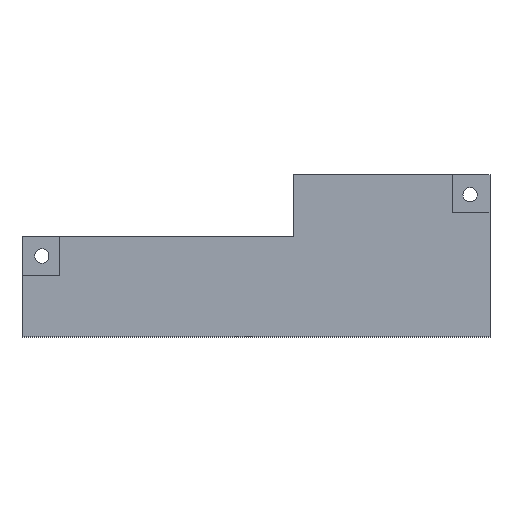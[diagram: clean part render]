
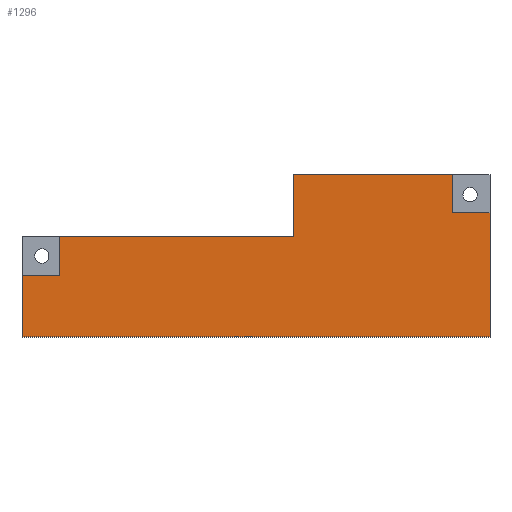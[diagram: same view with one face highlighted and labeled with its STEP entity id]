
A CAD part, top view. The second image highlights one B-rep face of the part: STEP entity #1296.
In plain terms, the highlighted planar face has unit normal (0, 0, 1).
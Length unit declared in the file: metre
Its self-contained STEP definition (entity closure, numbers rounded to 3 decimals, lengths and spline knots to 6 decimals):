
#246=ORIENTED_EDGE('',*,*,#518,.F.);
#247=ORIENTED_EDGE('',*,*,#521,.T.);
#248=ORIENTED_EDGE('',*,*,#522,.T.);
#249=ORIENTED_EDGE('',*,*,#523,.T.);
#250=ORIENTED_EDGE('',*,*,#524,.T.);
#251=ORIENTED_EDGE('',*,*,#525,.F.);
#252=ORIENTED_EDGE('',*,*,#526,.F.);
#253=ORIENTED_EDGE('',*,*,#527,.F.);
#254=ORIENTED_EDGE('',*,*,#528,.F.);
#255=ORIENTED_EDGE('',*,*,#529,.F.);
#518=EDGE_CURVE('',#652,#653,#798,.T.);
#521=EDGE_CURVE('',#652,#654,#801,.T.);
#522=EDGE_CURVE('',#654,#655,#802,.T.);
#523=EDGE_CURVE('',#655,#656,#803,.T.);
#524=EDGE_CURVE('',#656,#657,#804,.T.);
#525=EDGE_CURVE('',#658,#657,#805,.T.);
#526=EDGE_CURVE('',#659,#658,#806,.T.);
#527=EDGE_CURVE('',#660,#659,#807,.T.);
#528=EDGE_CURVE('',#661,#660,#808,.T.);
#529=EDGE_CURVE('',#653,#661,#809,.T.);
#652=VERTEX_POINT('',#2030);
#653=VERTEX_POINT('',#2032);
#654=VERTEX_POINT('',#2037);
#655=VERTEX_POINT('',#2039);
#656=VERTEX_POINT('',#2041);
#657=VERTEX_POINT('',#2043);
#658=VERTEX_POINT('',#2045);
#659=VERTEX_POINT('',#2047);
#660=VERTEX_POINT('',#2049);
#661=VERTEX_POINT('',#2051);
#798=LINE('',#2031,#968);
#801=LINE('',#2036,#971);
#802=LINE('',#2038,#972);
#803=LINE('',#2040,#973);
#804=LINE('',#2042,#974);
#805=LINE('',#2044,#975);
#806=LINE('',#2046,#976);
#807=LINE('',#2048,#977);
#808=LINE('',#2050,#978);
#809=LINE('',#2052,#979);
#968=VECTOR('',#1663,1.);
#971=VECTOR('',#1668,1.);
#972=VECTOR('',#1669,1.);
#973=VECTOR('',#1670,1.);
#974=VECTOR('',#1671,1.);
#975=VECTOR('',#1672,1.);
#976=VECTOR('',#1673,1.);
#977=VECTOR('',#1674,1.);
#978=VECTOR('',#1675,1.);
#979=VECTOR('',#1676,1.);
#1068=EDGE_LOOP('',(#246,#247,#248,#249,#250,#251,#252,#253,#254,#255));
#1148=FACE_BOUND('',#1068,.T.);
#1222=PLANE('',#1393);
#1296=ADVANCED_FACE('',(#1148),#1222,.T.);
#1393=AXIS2_PLACEMENT_3D('',#2035,#1666,#1667);
#1663=DIRECTION('',(1.,0.,0.));
#1666=DIRECTION('',(0.,0.,1.));
#1667=DIRECTION('',(1.,0.,0.));
#1668=DIRECTION('',(0.,-1.,0.));
#1669=DIRECTION('',(-1.,0.,0.));
#1670=DIRECTION('',(0.,-1.,0.));
#1671=DIRECTION('',(1.,0.,0.));
#1672=DIRECTION('',(0.,-1.,0.));
#1673=DIRECTION('',(1.,0.,0.));
#1674=DIRECTION('',(0.,-1.,0.));
#1675=DIRECTION('',(1.,0.,0.));
#1676=DIRECTION('',(0.,1.,0.));
#2030=CARTESIAN_POINT('',(-0.2295,0.113,0.024));
#2031=CARTESIAN_POINT('',(-0.20225,0.113,0.024));
#2032=CARTESIAN_POINT('',(-0.1645,0.113,0.024));
#2035=CARTESIAN_POINT('',(-0.175,0.204999,0.024));
#2036=CARTESIAN_POINT('',(-0.2295,0.1075,0.024));
#2037=CARTESIAN_POINT('',(-0.2295,0.102,0.024));
#2038=CARTESIAN_POINT('',(-0.24,0.102,0.024));
#2039=CARTESIAN_POINT('',(-0.24,0.102,0.024));
#2040=CARTESIAN_POINT('',(-0.24,0.1015,0.024));
#2041=CARTESIAN_POINT('',(-0.24,0.085,0.024));
#2042=CARTESIAN_POINT('',(-0.175,0.085,0.024));
#2043=CARTESIAN_POINT('',(-0.11,0.085,0.024));
#2044=CARTESIAN_POINT('',(-0.11,0.11,0.024));
#2045=CARTESIAN_POINT('',(-0.11,0.1195,0.024));
#2046=CARTESIAN_POINT('',(-0.11,0.1195,0.024));
#2047=CARTESIAN_POINT('',(-0.1205,0.1195,0.024));
#2048=CARTESIAN_POINT('',(-0.1205,0.13,0.024));
#2049=CARTESIAN_POINT('',(-0.1205,0.13,0.024));
#2050=CARTESIAN_POINT('',(-0.13725,0.13,0.024));
#2051=CARTESIAN_POINT('',(-0.1645,0.13,0.024));
#2052=CARTESIAN_POINT('',(-0.1645,0.1215,0.024));
